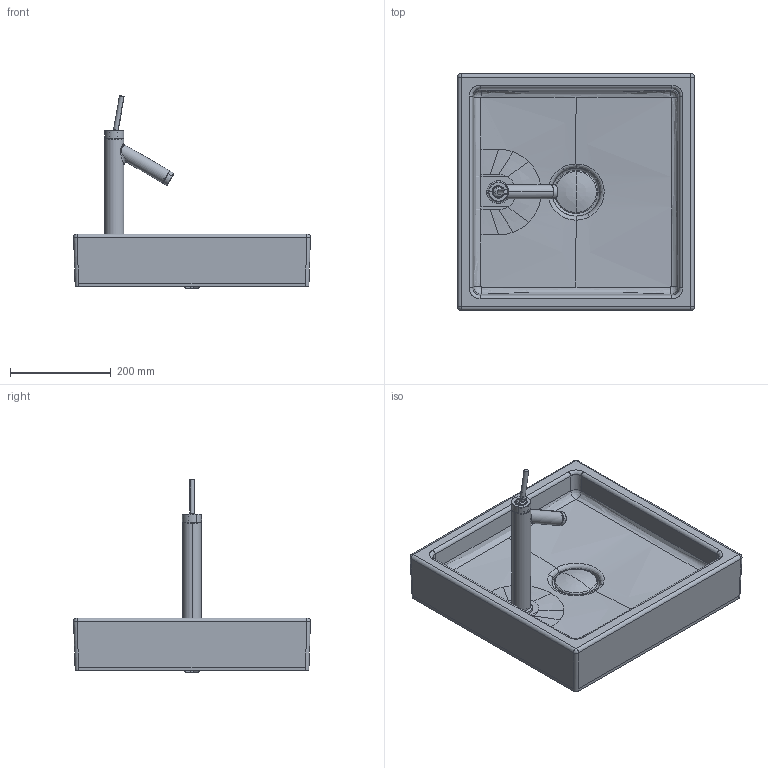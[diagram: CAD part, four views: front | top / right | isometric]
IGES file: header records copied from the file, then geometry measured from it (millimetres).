
Global section: file name: No Iges File Name specified; native system: Autodesk Inventor 2011; preprocessor: AutoDesk Inventor Iges Exporter R2011; author: Administrator; date: 20110527.165846; units: millimetre
Bounding box: 469.99 x 469.99 x 382.39 mm (x, y, z)
Volume: 9562850.7 mm3; surface area: 843617.7 mm2
Topology: 9 solids, 9 shells, 785 faces, 2185 edges, 1386 vertices
Faces by surface type: plane 268, revolution 182, cylinder 142, bspline 117, torus 44, cone 24, sphere 8
